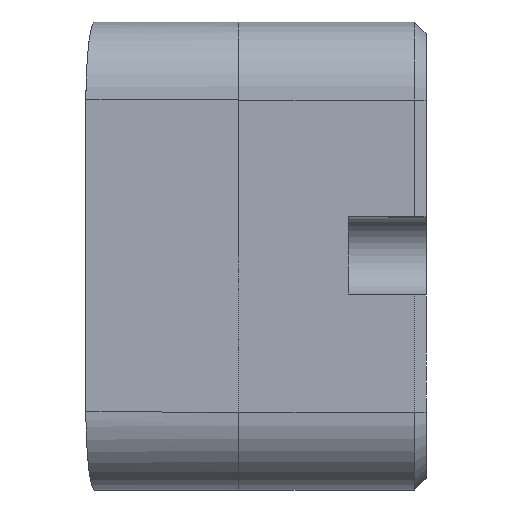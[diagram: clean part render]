
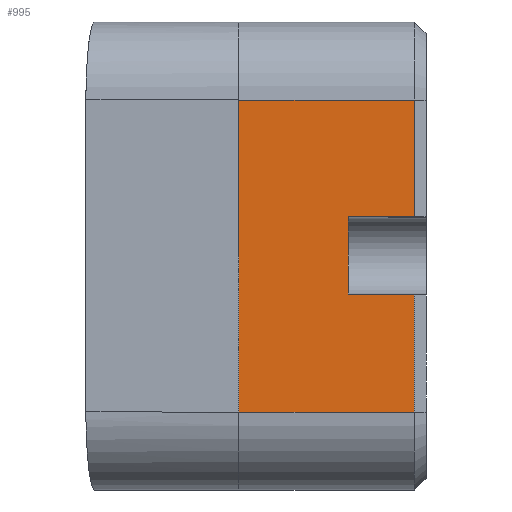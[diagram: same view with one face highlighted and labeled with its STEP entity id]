
A CAD part, left-side view. The second image highlights one B-rep face of the part: STEP entity #995.
In plain terms, the highlighted planar face has unit normal (-1, 0, 0).
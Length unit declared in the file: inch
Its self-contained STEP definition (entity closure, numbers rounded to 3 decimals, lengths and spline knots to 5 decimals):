
#3 = AXIS2_PLACEMENT_3D ( 'NONE', #1865, #1022, #1895 ) ;
#23 = DIRECTION ( 'NONE',  ( 0., 1., 0. ) ) ;
#115 = CARTESIAN_POINT ( 'NONE',  ( -0.59055, 0.01496, -0.04921 ) ) ;
#154 = LINE ( 'NONE', #990, #956 ) ;
#180 = LINE ( 'NONE', #1027, #2494 ) ;
#189 = CARTESIAN_POINT ( 'NONE',  ( -0.59055, 0.01496, 0.19685 ) ) ;
#190 = DIRECTION ( 'NONE',  ( 0., 0., -1. ) ) ;
#203 = EDGE_CURVE ( 'NONE', #436, #905, #459, .T. ) ;
#241 = ORIENTED_EDGE ( 'NONE', *, *, #203, .T. ) ;
#266 = CARTESIAN_POINT ( 'NONE',  ( -0.59055, 0.09843, 0.04921 ) ) ;
#304 = DIRECTION ( 'NONE',  ( 0., -1., 0. ) ) ;
#416 = CARTESIAN_POINT ( 'NONE',  ( -0.59055, 0.23622, -0.19685 ) ) ;
#427 = VERTEX_POINT ( 'NONE', #2330 ) ;
#436 = VERTEX_POINT ( 'NONE', #189 ) ;
#459 = LINE ( 'NONE', #681, #945 ) ;
#518 = ORIENTED_EDGE ( 'NONE', *, *, #784, .T. ) ;
#609 = FACE_OUTER_BOUND ( 'NONE', #1244, .T. ) ;
#681 = CARTESIAN_POINT ( 'NONE',  ( -0.59055, 0.23622, 0.19685 ) ) ;
#683 = DIRECTION ( 'NONE',  ( 0., -1., 0. ) ) ;
#697 = LINE ( 'NONE', #266, #1077 ) ;
#740 = VERTEX_POINT ( 'NONE', #115 ) ;
#784 = EDGE_CURVE ( 'NONE', #1457, #2113, #1376, .T. ) ;
#856 = VECTOR ( 'NONE', #304, 39.37008 ) ;
#905 = VERTEX_POINT ( 'NONE', #1155 ) ;
#939 = VERTEX_POINT ( 'NONE', #1603 ) ;
#945 = VECTOR ( 'NONE', #23, 39.37008 ) ;
#950 = EDGE_CURVE ( 'NONE', #2113, #740, #2105, .T. ) ;
#956 = VECTOR ( 'NONE', #2729, 39.37008 ) ;
#964 = CARTESIAN_POINT ( 'NONE',  ( -0.59055, 0.01496, -0.19685 ) ) ;
#990 = CARTESIAN_POINT ( 'NONE',  ( -0.59055, 0.01496, 0.19685 ) ) ;
#995 = ADVANCED_FACE ( 'NONE', ( #609 ), #2522, .F. ) ;
#1000 = EDGE_CURVE ( 'NONE', #427, #436, #154, .T. ) ;
#1022 = DIRECTION ( 'NONE',  ( 1., 0., 0. ) ) ;
#1027 = CARTESIAN_POINT ( 'NONE',  ( -0.59055, 0.23622, 0.29528 ) ) ;
#1056 = CARTESIAN_POINT ( 'NONE',  ( -0.59055, 0.09843, -0.04921 ) ) ;
#1077 = VECTOR ( 'NONE', #683, 39.37008 ) ;
#1127 = VECTOR ( 'NONE', #190, 39.37008 ) ;
#1132 = EDGE_CURVE ( 'NONE', #1399, #740, #1769, .T. ) ;
#1155 = CARTESIAN_POINT ( 'NONE',  ( -0.59055, 0.23622, 0.19685 ) ) ;
#1216 = VECTOR ( 'NONE', #1675, 39.37008 ) ;
#1235 = LINE ( 'NONE', #2307, #1127 ) ;
#1244 = EDGE_LOOP ( 'NONE', ( #518, #1879, #2636, #2696, #2603, #1476, #241, #2155 ) ) ;
#1297 = DIRECTION ( 'NONE',  ( 0., -1., 0. ) ) ;
#1376 = LINE ( 'NONE', #2237, #856 ) ;
#1399 = VERTEX_POINT ( 'NONE', #1056 ) ;
#1457 = VERTEX_POINT ( 'NONE', #416 ) ;
#1476 = ORIENTED_EDGE ( 'NONE', *, *, #1000, .T. ) ;
#1603 = CARTESIAN_POINT ( 'NONE',  ( -0.59055, 0.09843, 0.04921 ) ) ;
#1675 = DIRECTION ( 'NONE',  ( 0., 0., 1. ) ) ;
#1735 = CARTESIAN_POINT ( 'NONE',  ( -0.59055, 0.09843, -0.04921 ) ) ;
#1769 = LINE ( 'NONE', #1735, #2253 ) ;
#1865 = CARTESIAN_POINT ( 'NONE',  ( -0.59055, 0.23622, 0.29528 ) ) ;
#1879 = ORIENTED_EDGE ( 'NONE', *, *, #950, .T. ) ;
#1895 = DIRECTION ( 'NONE',  ( 0., 0., -1. ) ) ;
#2105 = LINE ( 'NONE', #2279, #1216 ) ;
#2113 = VERTEX_POINT ( 'NONE', #964 ) ;
#2155 = ORIENTED_EDGE ( 'NONE', *, *, #2361, .F. ) ;
#2203 = EDGE_CURVE ( 'NONE', #939, #427, #697, .T. ) ;
#2237 = CARTESIAN_POINT ( 'NONE',  ( -0.59055, 0.23622, -0.19685 ) ) ;
#2253 = VECTOR ( 'NONE', #1297, 39.37008 ) ;
#2279 = CARTESIAN_POINT ( 'NONE',  ( -0.59055, 0.01496, -0.04921 ) ) ;
#2307 = CARTESIAN_POINT ( 'NONE',  ( -0.59055, 0.09843, 0.04921 ) ) ;
#2330 = CARTESIAN_POINT ( 'NONE',  ( -0.59055, 0.01496, 0.04921 ) ) ;
#2361 = EDGE_CURVE ( 'NONE', #1457, #905, #180, .T. ) ;
#2381 = DIRECTION ( 'NONE',  ( 0., 0., 1. ) ) ;
#2494 = VECTOR ( 'NONE', #2381, 39.37008 ) ;
#2522 = PLANE ( 'NONE',  #3 ) ;
#2603 = ORIENTED_EDGE ( 'NONE', *, *, #2203, .T. ) ;
#2636 = ORIENTED_EDGE ( 'NONE', *, *, #1132, .F. ) ;
#2696 = ORIENTED_EDGE ( 'NONE', *, *, #2765, .F. ) ;
#2729 = DIRECTION ( 'NONE',  ( 0., 0., 1. ) ) ;
#2765 = EDGE_CURVE ( 'NONE', #939, #1399, #1235, .T. ) ;
